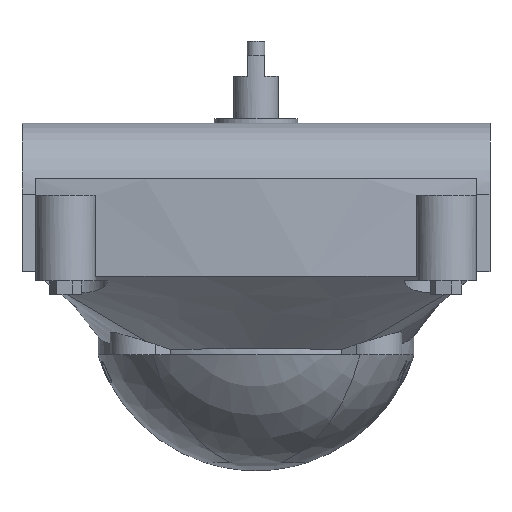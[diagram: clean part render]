
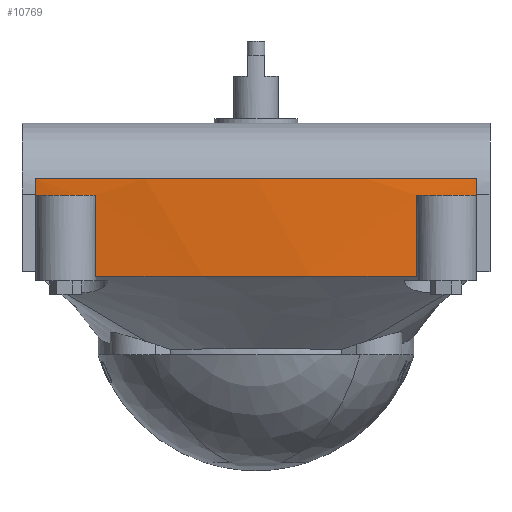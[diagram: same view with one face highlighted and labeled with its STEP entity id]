
A CAD part, front view. The second image highlights one B-rep face of the part: STEP entity #10769.
In plain terms, the highlighted cylindrical face has radius 284.031 mm (diameter 568.062 mm), a partial arc.
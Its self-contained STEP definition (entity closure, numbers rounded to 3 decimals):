
#108 = EDGE_CURVE ( 'NONE', #6126, #11866, #15112, .T. ) ;
#260 = CARTESIAN_POINT ( 'NONE',  ( 0., 215.531, -3.5 ) ) ;
#447 = CARTESIAN_POINT ( 'NONE',  ( -47.5, -64.5, -21. ) ) ;
#470 = ORIENTED_EDGE ( 'NONE', *, *, #12823, .F. ) ;
#603 = VERTEX_POINT ( 'NONE', #12201 ) ;
#1033 = B_SPLINE_CURVE_WITH_KNOTS ( 'NONE', 3,
 ( #5494, #4317, #4498, #13881 ),
 .UNSPECIFIED., .F., .F.,
 ( 4, 4 ),
 ( 0., 1. ),
 .UNSPECIFIED. ) ;
#1237 = CIRCLE ( 'NONE', #2960, 284.031 ) ;
#1352 = ORIENTED_EDGE ( 'NONE', *, *, #2593, .T. ) ;
#1609 = CARTESIAN_POINT ( 'NONE',  ( -47.5, -64.5, 0. ) ) ;
#1794 = ORIENTED_EDGE ( 'NONE', *, *, #9123, .T. ) ;
#1911 = AXIS2_PLACEMENT_3D ( 'NONE', #4687, #11469, #3269 ) ;
#2291 = VECTOR ( 'NONE', #3939, 1000. ) ;
#2318 = DIRECTION ( 'NONE',  ( 1., 0., 0. ) ) ;
#2421 = VERTEX_POINT ( 'NONE', #8825 ) ;
#2443 = DIRECTION ( 'NONE',  ( 1., 0., 0. ) ) ;
#2593 = EDGE_CURVE ( 'NONE', #6126, #2421, #3616, .T. ) ;
#2666 = VERTEX_POINT ( 'NONE', #14696 ) ;
#2960 = AXIS2_PLACEMENT_3D ( 'NONE', #17021, #10127, #12896 ) ;
#3269 = DIRECTION ( 'NONE',  ( 1., 0., 0. ) ) ;
#3616 = CIRCLE ( 'NONE', #5025, 284.031 ) ;
#3641 = CARTESIAN_POINT ( 'NONE',  ( -47.471, -64.505, -21. ) ) ;
#3669 = CYLINDRICAL_SURFACE ( 'NONE', #17079, 284.031 ) ;
#3939 = DIRECTION ( 'NONE',  ( 0., 0., -1. ) ) ;
#4317 = CARTESIAN_POINT ( 'NONE',  ( 47.48, -64.503, -21. ) ) ;
#4498 = CARTESIAN_POINT ( 'NONE',  ( 47.49, -64.502, -21. ) ) ;
#4615 = EDGE_CURVE ( 'NONE', #7967, #7384, #5674, .T. ) ;
#4677 = CARTESIAN_POINT ( 'NONE',  ( 47.471, -64.505, -3.5 ) ) ;
#4687 = CARTESIAN_POINT ( 'NONE',  ( 0., 215.531, 0. ) ) ;
#5004 = ORIENTED_EDGE ( 'NONE', *, *, #108, .F. ) ;
#5025 = AXIS2_PLACEMENT_3D ( 'NONE', #260, #7250, #5743 ) ;
#5125 = VECTOR ( 'NONE', #6737, 1000. ) ;
#5168 = VECTOR ( 'NONE', #15326, 1000. ) ;
#5490 = DIRECTION ( 'NONE',  ( 0., 0., 1. ) ) ;
#5491 = LINE ( 'NONE', #9860, #5168 ) ;
#5494 = CARTESIAN_POINT ( 'NONE',  ( 47.471, -64.505, -21. ) ) ;
#5674 = LINE ( 'NONE', #11100, #9951 ) ;
#5743 = DIRECTION ( 'NONE',  ( -1., 0., 0. ) ) ;
#5931 = VECTOR ( 'NONE', #10220, 1000. ) ;
#6126 = VERTEX_POINT ( 'NONE', #9648 ) ;
#6159 = AXIS2_PLACEMENT_3D ( 'NONE', #13250, #6360, #2443 ) ;
#6168 = CARTESIAN_POINT ( 'NONE',  ( -47.5, -64.5, -21. ) ) ;
#6218 = ORIENTED_EDGE ( 'NONE', *, *, #9554, .F. ) ;
#6320 = VERTEX_POINT ( 'NONE', #6168 ) ;
#6348 = CARTESIAN_POINT ( 'NONE',  ( -34.608, -66.384, -21. ) ) ;
#6360 = DIRECTION ( 'NONE',  ( 0., 0., 1. ) ) ;
#6524 = CARTESIAN_POINT ( 'NONE',  ( 34.608, -66.384, -21. ) ) ;
#6571 = CARTESIAN_POINT ( 'NONE',  ( -34.608, -66.384, -12.25 ) ) ;
#6737 = DIRECTION ( 'NONE',  ( 0., 0., 1. ) ) ;
#7150 = ORIENTED_EDGE ( 'NONE', *, *, #16268, .F. ) ;
#7222 = VERTEX_POINT ( 'NONE', #4677 ) ;
#7250 = DIRECTION ( 'NONE',  ( 0., 0., 1. ) ) ;
#7384 = VERTEX_POINT ( 'NONE', #17656 ) ;
#7842 = FACE_OUTER_BOUND ( 'NONE', #15818, .T. ) ;
#7967 = VERTEX_POINT ( 'NONE', #15602 ) ;
#8825 = CARTESIAN_POINT ( 'NONE',  ( -34.608, -66.384, -3.5 ) ) ;
#8941 = ORIENTED_EDGE ( 'NONE', *, *, #4615, .T. ) ;
#9123 = EDGE_CURVE ( 'NONE', #6320, #11866, #16440, .T. ) ;
#9196 = VERTEX_POINT ( 'NONE', #1609 ) ;
#9223 = CARTESIAN_POINT ( 'NONE',  ( 11.565, -68.5, -21. ) ) ;
#9226 = CARTESIAN_POINT ( 'NONE',  ( 34.608, -66.384, -21. ) ) ;
#9537 = B_SPLINE_CURVE_WITH_KNOTS ( 'NONE', 3,
 ( #6348, #14768, #16026, #9223, #14686, #6524 ),
 .UNSPECIFIED., .F., .F.,
 ( 4, 2, 4 ),
 ( 0., 0.5, 1. ),
 .UNSPECIFIED. ) ;
#9554 = EDGE_CURVE ( 'NONE', #9196, #7384, #12435, .T. ) ;
#9648 = CARTESIAN_POINT ( 'NONE',  ( -47.471, -64.505, -3.5 ) ) ;
#9731 = ORIENTED_EDGE ( 'NONE', *, *, #10868, .F. ) ;
#9858 = DIRECTION ( 'NONE',  ( 0., 0., 1. ) ) ;
#9860 = CARTESIAN_POINT ( 'NONE',  ( 47.471, -64.505, -12.25 ) ) ;
#9951 = VECTOR ( 'NONE', #9858, 1000. ) ;
#10127 = DIRECTION ( 'NONE',  ( 0., 0., -1. ) ) ;
#10220 = DIRECTION ( 'NONE',  ( 0., 0., -1. ) ) ;
#10428 = CARTESIAN_POINT ( 'NONE',  ( -34.608, -66.384, -21. ) ) ;
#10677 = LINE ( 'NONE', #6571, #5125 ) ;
#10769 = ADVANCED_FACE ( 'NONE', ( #7842 ), #3669, .T. ) ;
#10868 = EDGE_CURVE ( 'NONE', #603, #14170, #11812, .T. ) ;
#11100 = CARTESIAN_POINT ( 'NONE',  ( 47.5, -64.5, -21. ) ) ;
#11469 = DIRECTION ( 'NONE',  ( 0., 0., 1. ) ) ;
#11812 = LINE ( 'NONE', #15594, #5931 ) ;
#11866 = VERTEX_POINT ( 'NONE', #3641 ) ;
#11963 = ORIENTED_EDGE ( 'NONE', *, *, #12231, .F. ) ;
#12201 = CARTESIAN_POINT ( 'NONE',  ( 34.608, -66.384, -3.5 ) ) ;
#12231 = EDGE_CURVE ( 'NONE', #7222, #603, #1237, .T. ) ;
#12435 = CIRCLE ( 'NONE', #1911, 284.031 ) ;
#12527 = LINE ( 'NONE', #447, #13116 ) ;
#12584 = ORIENTED_EDGE ( 'NONE', *, *, #15938, .F. ) ;
#12823 = EDGE_CURVE ( 'NONE', #2666, #7222, #5491, .T. ) ;
#12896 = DIRECTION ( 'NONE',  ( 1., 0., 0. ) ) ;
#13116 = VECTOR ( 'NONE', #16474, 1000. ) ;
#13250 = CARTESIAN_POINT ( 'NONE',  ( 0., 215.531, -21. ) ) ;
#13293 = EDGE_CURVE ( 'NONE', #16771, #14170, #9537, .T. ) ;
#13581 = EDGE_CURVE ( 'NONE', #2666, #7967, #1033, .T. ) ;
#13881 = CARTESIAN_POINT ( 'NONE',  ( 47.5, -64.5, -21. ) ) ;
#14170 = VERTEX_POINT ( 'NONE', #9226 ) ;
#14573 = CARTESIAN_POINT ( 'NONE',  ( 0., 215.531, -21. ) ) ;
#14686 = CARTESIAN_POINT ( 'NONE',  ( 23.129, -67.793, -21. ) ) ;
#14696 = CARTESIAN_POINT ( 'NONE',  ( 47.471, -64.505, -21. ) ) ;
#14768 = CARTESIAN_POINT ( 'NONE',  ( -23.129, -67.793, -21. ) ) ;
#15112 = LINE ( 'NONE', #16358, #2291 ) ;
#15326 = DIRECTION ( 'NONE',  ( 0., 0., 1. ) ) ;
#15594 = CARTESIAN_POINT ( 'NONE',  ( 34.608, -66.384, -12.25 ) ) ;
#15602 = CARTESIAN_POINT ( 'NONE',  ( 47.5, -64.5, -21. ) ) ;
#15818 = EDGE_LOOP ( 'NONE', ( #12584, #16945, #9731, #11963, #470, #16249, #8941, #6218, #7150, #1794, #5004, #1352 ) ) ;
#15938 = EDGE_CURVE ( 'NONE', #16771, #2421, #10677, .T. ) ;
#16026 = CARTESIAN_POINT ( 'NONE',  ( -11.565, -68.5, -21. ) ) ;
#16249 = ORIENTED_EDGE ( 'NONE', *, *, #13581, .T. ) ;
#16268 = EDGE_CURVE ( 'NONE', #6320, #9196, #12527, .T. ) ;
#16358 = CARTESIAN_POINT ( 'NONE',  ( -47.471, -64.505, -12.25 ) ) ;
#16440 = CIRCLE ( 'NONE', #6159, 284.031 ) ;
#16474 = DIRECTION ( 'NONE',  ( 0., 0., 1. ) ) ;
#16771 = VERTEX_POINT ( 'NONE', #10428 ) ;
#16945 = ORIENTED_EDGE ( 'NONE', *, *, #13293, .T. ) ;
#17021 = CARTESIAN_POINT ( 'NONE',  ( 0., 215.531, -3.5 ) ) ;
#17079 = AXIS2_PLACEMENT_3D ( 'NONE', #14573, #5490, #2318 ) ;
#17656 = CARTESIAN_POINT ( 'NONE',  ( 47.5, -64.5, 0. ) ) ;
